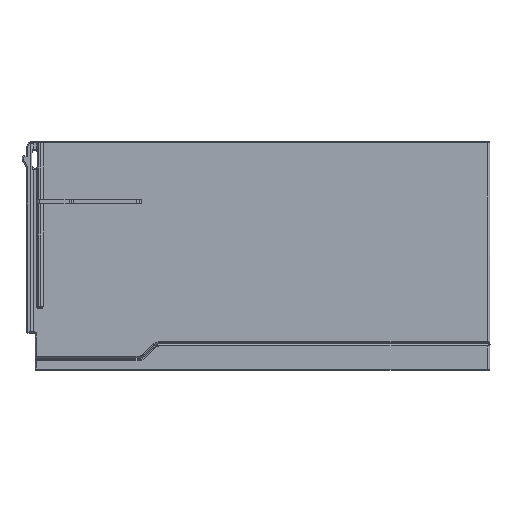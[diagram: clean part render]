
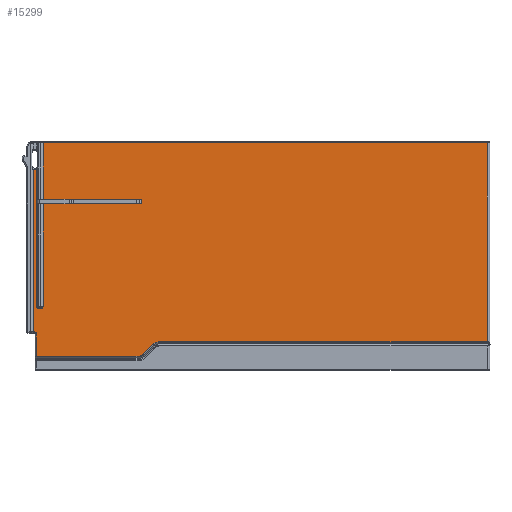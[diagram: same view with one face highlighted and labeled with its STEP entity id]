
A CAD part, top view. The second image highlights one B-rep face of the part: STEP entity #15299.
In plain terms, the highlighted planar face has unit normal (0, 0, 1).
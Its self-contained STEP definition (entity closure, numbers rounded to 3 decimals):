
#10610=DIRECTION('',(1.,0.,0.));
#10611=VECTOR('',#10610,144.75);
#10612=CARTESIAN_POINT('',(137.,-17.943,-22.));
#10613=LINE('',#10612,#10611);
#10934=DIRECTION('',(0.,1.,0.));
#10935=VECTOR('',#10934,87.893);
#10936=CARTESIAN_POINT('',(281.75,-17.943,-22.));
#10937=LINE('',#10936,#10935);
#10972=DIRECTION('',(-1.,0.,0.));
#10973=VECTOR('',#10972,43.5);
#10974=CARTESIAN_POINT('',(129.,44.95,-22.));
#10975=LINE('',#10974,#10973);
#10976=DIRECTION('',(0.,1.,0.));
#10977=VECTOR('',#10976,25.);
#10978=CARTESIAN_POINT('',(85.5,44.95,-22.));
#10979=LINE('',#10978,#10977);
#10980=CARTESIAN_POINT('',(137.,-22.15,-22.));
#10981=DIRECTION('',(0.,0.,1.));
#10982=DIRECTION('',(0.,1.,0.));
#10983=AXIS2_PLACEMENT_3D('',#10980,#10981,#10982);
#10985=DIRECTION('',(-0.707,-0.707,0.));
#10986=VECTOR('',#10985,6.359);
#10987=CARTESIAN_POINT('',(134.025,-19.175,
-22.));
#10988=LINE('',#10987,#10986);
#10989=CARTESIAN_POINT('',(127.908,-22.05,-22.));
#10990=DIRECTION('',(0.,0.,-1.));
#10991=DIRECTION('',(0.707,-0.707,0.));
#10992=AXIS2_PLACEMENT_3D('',#10989,#10990,#10991);
#10994=CARTESIAN_POINT('',(81.55,-14.55,-22.));
#10995=DIRECTION('',(0.,0.,1.));
#10996=DIRECTION('',(1.,0.,0.));
#10997=AXIS2_PLACEMENT_3D('',#10994,#10995,#10996);
#10999=CARTESIAN_POINT('',(81.8,59.85,-22.));
#11000=DIRECTION('',(0.,0.,1.));
#11001=DIRECTION('',(-0.412,-0.911,0.));
#11002=AXIS2_PLACEMENT_3D('',#10999,#11000,#11001);
#11004=DIRECTION('',(0.,-1.,0.));
#11005=VECTOR('',#11004,60.651);
#11006=CARTESIAN_POINT('',(82.5,58.301,-22.));
#11007=LINE('',#11006,#11005);
#11008=CARTESIAN_POINT('',(83.5,-2.35,-22.));
#11009=DIRECTION('',(0.,0.,1.));
#11010=DIRECTION('',(-1.,0.,0.));
#11011=AXIS2_PLACEMENT_3D('',#11008,#11009,#11010);
#11013=CARTESIAN_POINT('',(84.5,-2.35,-22.));
#11014=DIRECTION('',(0.,0.,1.));
#11015=DIRECTION('',(0.,-1.,0.));
#11016=AXIS2_PLACEMENT_3D('',#11013,#11014,#11015);
#11018=DIRECTION('',(0.,1.,0.));
#11019=VECTOR('',#11018,45.3);
#11020=CARTESIAN_POINT('',(85.5,-2.35,-22.));
#11021=LINE('',#11020,#11019);
#11022=DIRECTION('',(1.,0.,0.));
#11023=VECTOR('',#11022,43.5);
#11024=CARTESIAN_POINT('',(85.5,42.95,-22.));
#11025=LINE('',#11024,#11023);
#11026=DIRECTION('',(0.,-1.,0.));
#11027=VECTOR('',#11026,2.);
#11028=CARTESIAN_POINT('',(129.,44.95,-22.));
#11029=LINE('',#11028,#11027);
#11225=DIRECTION('',(-1.,0.,0.));
#11226=VECTOR('',#11225,1.);
#11227=CARTESIAN_POINT('',(84.5,-3.35,-22.));
#11228=LINE('',#11227,#11226);
#11298=CARTESIAN_POINT('',(82.5,58.301,-22.));
#11449=DIRECTION('',(0.,-1.,0.));
#11450=VECTOR('',#11449,71.851);
#11451=CARTESIAN_POINT('',(81.1,58.301,
-22.));
#11452=LINE('',#11451,#11450);
#12966=DIRECTION('',(0.,-1.,0.));
#12967=VECTOR('',#12966,9.793);
#12968=CARTESIAN_POINT('',(82.55,-14.55,-22.));
#12969=LINE('',#12968,#12967);
#12984=DIRECTION('',(1.,0.,0.));
#12985=VECTOR('',#12984,0.45);
#12986=CARTESIAN_POINT('',(81.1,-13.55,-22.));
#12987=LINE('',#12986,#12985);
#12993=DIRECTION('',(1.,0.,0.));
#12994=VECTOR('',#12993,45.358);
#12995=CARTESIAN_POINT('',(82.55,-24.343,-22.));
#12996=LINE('',#12995,#12994);
#13436=DIRECTION('',(-1.,0.,0.));
#13437=VECTOR('',#13436,196.25);
#13438=CARTESIAN_POINT('',(281.75,69.95,-22.));
#13439=LINE('',#13438,#13437);
#13875=VERTEX_POINT('',#11298);
#13876=CARTESIAN_POINT('',(82.5,-2.35,-22.));
#13878=VERTEX_POINT('',#13876);
#13918=CARTESIAN_POINT('',(85.5,42.95,-22.));
#13919=CARTESIAN_POINT('',(129.,42.95,-22.));
#13920=VERTEX_POINT('',#13918);
#13921=VERTEX_POINT('',#13919);
#13940=CARTESIAN_POINT('',(129.,44.95,-22.));
#13941=CARTESIAN_POINT('',(85.5,44.95,-22.));
#13942=VERTEX_POINT('',#13940);
#13943=VERTEX_POINT('',#13941);
#13984=CARTESIAN_POINT('',(85.5,-2.35,-22.));
#13985=VERTEX_POINT('',#13984);
#13986=CARTESIAN_POINT('',(85.5,69.95,-22.));
#13987=VERTEX_POINT('',#13986);
#14012=CARTESIAN_POINT('',(281.75,69.95,-22.));
#14013=VERTEX_POINT('',#14012);
#14014=CARTESIAN_POINT('',(281.75,-17.943,-22.));
#14015=VERTEX_POINT('',#14014);
#14016=CARTESIAN_POINT('',(137.,-17.943,-22.));
#14017=VERTEX_POINT('',#14016);
#14018=CARTESIAN_POINT('',(134.025,-19.175,-22.));
#14019=VERTEX_POINT('',#14018);
#14020=CARTESIAN_POINT('',(129.529,-23.671,
-22.));
#14021=VERTEX_POINT('',#14020);
#14022=CARTESIAN_POINT('',(127.908,-24.343,-22.));
#14023=VERTEX_POINT('',#14022);
#14024=CARTESIAN_POINT('',(82.55,-24.343,-22.));
#14025=VERTEX_POINT('',#14024);
#14026=CARTESIAN_POINT('',(82.55,-14.55,-22.));
#14027=VERTEX_POINT('',#14026);
#14028=CARTESIAN_POINT('',(81.55,-13.55,-22.));
#14029=VERTEX_POINT('',#14028);
#14030=CARTESIAN_POINT('',(81.1,-13.55,-22.));
#14031=VERTEX_POINT('',#14030);
#14032=CARTESIAN_POINT('',(81.1,58.301,
-22.));
#14033=VERTEX_POINT('',#14032);
#14034=CARTESIAN_POINT('',(83.5,-3.35,-22.));
#14035=VERTEX_POINT('',#14034);
#14036=CARTESIAN_POINT('',(84.5,-3.35,-22.));
#14037=VERTEX_POINT('',#14036);
#15253=CARTESIAN_POINT('',(181.425,22.804,-22.));
#15254=DIRECTION('',(0.,0.,1.));
#15255=DIRECTION('',(-1.,0.,0.));
#15256=AXIS2_PLACEMENT_3D('',#15253,#15254,#15255);
#15257=PLANE('',#15256);
#15259=ORIENTED_EDGE('',*,*,#15258,.F.);
#15261=ORIENTED_EDGE('',*,*,#15260,.T.);
#15263=ORIENTED_EDGE('',*,*,#15262,.T.);
#15265=ORIENTED_EDGE('',*,*,#15264,.F.);
#15266=ORIENTED_EDGE('',*,*,#15121,.F.);
#15267=ORIENTED_EDGE('',*,*,#14424,.F.);
#15268=ORIENTED_EDGE('',*,*,#14447,.T.);
#15270=ORIENTED_EDGE('',*,*,#15269,.T.);
#15272=ORIENTED_EDGE('',*,*,#15271,.T.);
#15274=ORIENTED_EDGE('',*,*,#15273,.F.);
#15276=ORIENTED_EDGE('',*,*,#15275,.F.);
#15278=ORIENTED_EDGE('',*,*,#15277,.T.);
#15280=ORIENTED_EDGE('',*,*,#15279,.F.);
#15282=ORIENTED_EDGE('',*,*,#15281,.F.);
#15284=ORIENTED_EDGE('',*,*,#15283,.T.);
#15286=ORIENTED_EDGE('',*,*,#15285,.T.);
#15288=ORIENTED_EDGE('',*,*,#15287,.T.);
#15290=ORIENTED_EDGE('',*,*,#15289,.F.);
#15292=ORIENTED_EDGE('',*,*,#15291,.T.);
#15294=ORIENTED_EDGE('',*,*,#15293,.T.);
#15296=ORIENTED_EDGE('',*,*,#15295,.T.);
#15297=EDGE_LOOP('',(#15259,#15261,#15263,#15265,#15266,#15267,#15268,#15270,
#15272,#15274,#15276,#15278,#15280,#15282,#15284,#15286,#15288,#15290,#15292,
#15294,#15296));
#15298=FACE_OUTER_BOUND('',#15297,.F.);
#10984=CIRCLE('',#10983,4.207);
#10993=CIRCLE('',#10992,2.293);
#10998=CIRCLE('',#10997,1.);
#11003=CIRCLE('',#11002,1.7);
#11012=CIRCLE('',#11011,1.);
#11017=CIRCLE('',#11016,1.);
#14424=EDGE_CURVE('',#14017,#14015,#10613,.T.);
#14447=EDGE_CURVE('',#14017,#14019,#10984,.T.);
#15121=EDGE_CURVE('',#14015,#14013,#10937,.T.);
#15258=EDGE_CURVE('',#13942,#13921,#11029,.T.);
#15260=EDGE_CURVE('',#13942,#13943,#10975,.T.);
#15262=EDGE_CURVE('',#13943,#13987,#10979,.T.);
#15264=EDGE_CURVE('',#14013,#13987,#13439,.T.);
#15269=EDGE_CURVE('',#14019,#14021,#10988,.T.);
#15271=EDGE_CURVE('',#14021,#14023,#10993,.T.);
#15273=EDGE_CURVE('',#14025,#14023,#12996,.T.);
#15275=EDGE_CURVE('',#14027,#14025,#12969,.T.);
#15277=EDGE_CURVE('',#14027,#14029,#10998,.T.);
#15279=EDGE_CURVE('',#14031,#14029,#12987,.T.);
#15281=EDGE_CURVE('',#14033,#14031,#11452,.T.);
#15283=EDGE_CURVE('',#14033,#13875,#11003,.T.);
#15285=EDGE_CURVE('',#13875,#13878,#11007,.T.);
#15287=EDGE_CURVE('',#13878,#14035,#11012,.T.);
#15289=EDGE_CURVE('',#14037,#14035,#11228,.T.);
#15291=EDGE_CURVE('',#14037,#13985,#11017,.T.);
#15293=EDGE_CURVE('',#13985,#13920,#11021,.T.);
#15295=EDGE_CURVE('',#13920,#13921,#11025,.T.);
#15299=ADVANCED_FACE('',(#15298),#15257,.T.);
